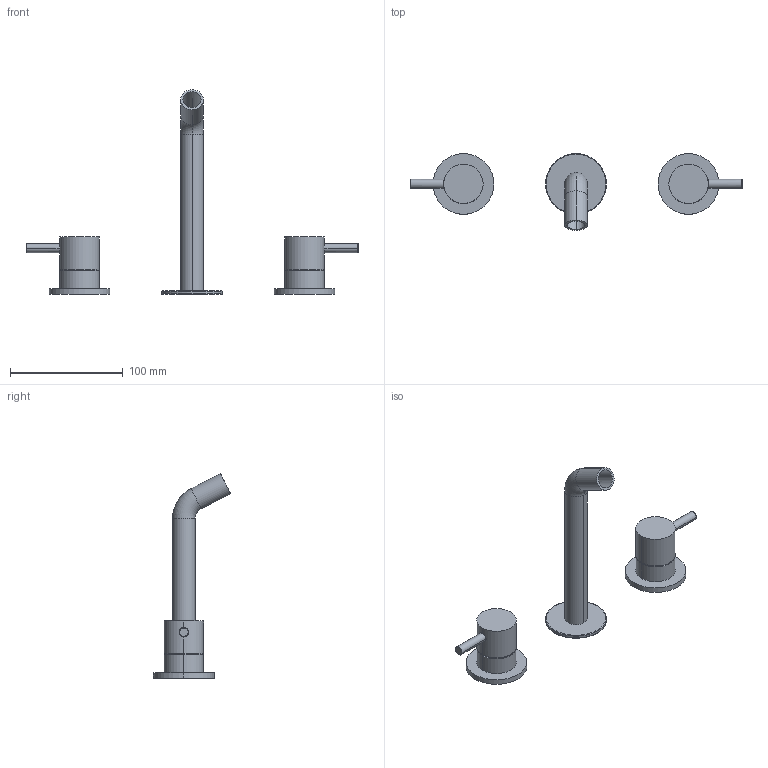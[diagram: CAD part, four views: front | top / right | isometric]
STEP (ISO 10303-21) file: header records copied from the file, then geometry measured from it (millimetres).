
FILE_DESCRIPTION (( 'STEP AP214' ), '1' );
FILE_NAME ('Wall Mounted 3TH_v11023.STEP', '2023-11-09T09:58:08', ( '' ), ( '' ), 'SwSTEP 2.0', 'SolidWorks 2019', '' );
FILE_SCHEMA (( 'AUTOMOTIVE_DESIGN' ));
Length unit declared in the file: millimetre
Products named in the file (4): Standard 35mm BM Handle_v11023_3Th handle; Wall Spout_20mm_v11023_STANDARD -170mm; Wall Mounted 3TH_v11023; CO207_Spout back plate_v11023
Assembly tree (4 placements, depth 2):
  Wall Mounted 3TH_v11023
    Wall Spout_20mm_v11023_STANDARD -170mm
    CO207_Spout back plate_v11023
    Standard 35mm BM Handle_v11023_3Th handle  x2
Bounding box: 295 x 68.54 x 181.91 mm (x, y, z)
Volume: 101507 mm3; surface area: 57562.4 mm2
Topology: 4 solids, 6 shells, 72 faces, 146 edges, 92 vertices
Faces by surface type: cylinder 36, plane 20, torus 12, bspline 4
Entity records: 1759 total; most frequent: CARTESIAN_POINT 554, DIRECTION 259, ORIENTED_EDGE 194, AXIS2_PLACEMENT_3D 117, EDGE_CURVE 97, CIRCLE 64, VERTEX_POINT 60, EDGE_LOOP 55
